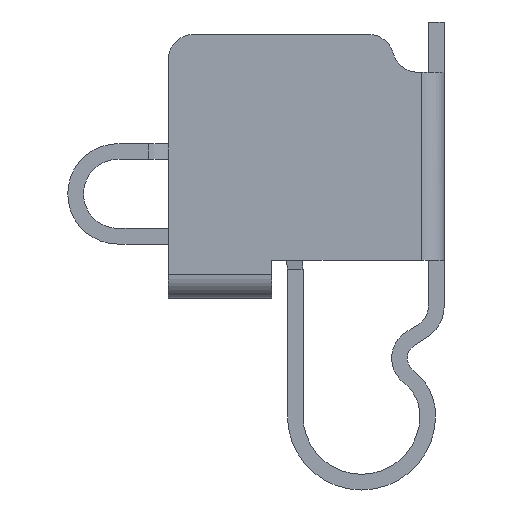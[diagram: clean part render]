
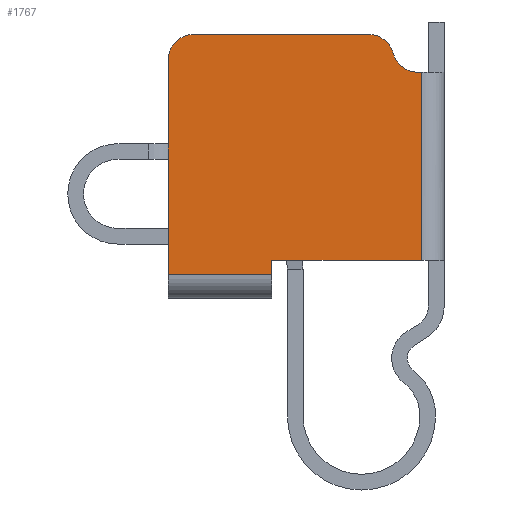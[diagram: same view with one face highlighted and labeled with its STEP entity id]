
A CAD part, left-side view. The second image highlights one B-rep face of the part: STEP entity #1767.
In plain terms, the highlighted planar face has unit normal (-1, 0, 0).
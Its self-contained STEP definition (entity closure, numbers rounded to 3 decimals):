
#1 = CARTESIAN_POINT ( 'NONE',  ( -0.48, 1.375, -2.013 ) ) ;
#19 = ORIENTED_EDGE ( 'NONE', *, *, #2143, .T. ) ;
#30 = AXIS2_PLACEMENT_3D ( 'NONE', #620, #1703, #1689 ) ;
#111 = ORIENTED_EDGE ( 'NONE', *, *, #1945, .T. ) ;
#112 = CARTESIAN_POINT ( 'NONE',  ( -0.48, 1.375, -2.013 ) ) ;
#124 = VECTOR ( 'NONE', #1106, 1000. ) ;
#173 = CARTESIAN_POINT ( 'NONE',  ( -0.48, 0.18, -1.9 ) ) ;
#198 = CARTESIAN_POINT ( 'NONE',  ( -0.48, 2.2, -2.013 ) ) ;
#200 = DIRECTION ( 'NONE',  ( 0., 0., 1. ) ) ;
#214 = VERTEX_POINT ( 'NONE', #376 ) ;
#254 = PLANE ( 'NONE',  #30 ) ;
#312 = CARTESIAN_POINT ( 'NONE',  ( -0.48, 0.4, -0.4 ) ) ;
#330 = ORIENTED_EDGE ( 'NONE', *, *, #1958, .T. ) ;
#365 = VERTEX_POINT ( 'NONE', #469 ) ;
#375 = CARTESIAN_POINT ( 'NONE',  ( -0.48, 2.2, -1.9 ) ) ;
#376 = CARTESIAN_POINT ( 'NONE',  ( -0.48, 0.18, -0.4 ) ) ;
#435 = CARTESIAN_POINT ( 'NONE',  ( -0.48, 2.2, -0.3 ) ) ;
#441 = VECTOR ( 'NONE', #1533, 1000. ) ;
#469 = CARTESIAN_POINT ( 'NONE',  ( -0.48, 1.375, -1.9 ) ) ;
#470 = LINE ( 'NONE', #922, #124 ) ;
#500 = LINE ( 'NONE', #1959, #2218 ) ;
#522 = EDGE_CURVE ( 'NONE', #1112, #891, #500, .T. ) ;
#533 = LINE ( 'NONE', #312, #726 ) ;
#537 = CARTESIAN_POINT ( 'NONE',  ( -0.48, 2., -0.1 ) ) ;
#574 = DIRECTION ( 'NONE',  ( 0., 0., 1. ) ) ;
#620 = CARTESIAN_POINT ( 'NONE',  ( -0.48, 0.18, -1.9 ) ) ;
#628 = EDGE_CURVE ( 'NONE', #2147, #365, #470, .T. ) ;
#666 = EDGE_CURVE ( 'NONE', #1317, #214, #668, .T. ) ;
#668 = LINE ( 'NONE', #2185, #2335 ) ;
#675 = ORIENTED_EDGE ( 'NONE', *, *, #994, .T. ) ;
#696 = ORIENTED_EDGE ( 'NONE', *, *, #1706, .T. ) ;
#704 = DIRECTION ( 'NONE',  ( 1., 0., 0. ) ) ;
#719 = DIRECTION ( 'NONE',  ( 0., 1., 0. ) ) ;
#726 = VECTOR ( 'NONE', #1587, 1000. ) ;
#738 = CARTESIAN_POINT ( 'NONE',  ( -0.48, 0.6, -0.3 ) ) ;
#754 = ORIENTED_EDGE ( 'NONE', *, *, #947, .F. ) ;
#788 = VERTEX_POINT ( 'NONE', #435 ) ;
#821 = CARTESIAN_POINT ( 'NONE',  ( -0.48, 2., -0.3 ) ) ;
#833 = CIRCLE ( 'NONE', #1254, 0.2 ) ;
#834 = LINE ( 'NONE', #375, #1588 ) ;
#843 = ORIENTED_EDGE ( 'NONE', *, *, #522, .T. ) ;
#844 = VERTEX_POINT ( 'NONE', #2068 ) ;
#891 = VERTEX_POINT ( 'NONE', #537 ) ;
#922 = CARTESIAN_POINT ( 'NONE',  ( -0.48, 1.375, -2.2 ) ) ;
#929 = LINE ( 'NONE', #112, #441 ) ;
#947 = EDGE_CURVE ( 'NONE', #1317, #365, #1797, .T. ) ;
#977 = VERTEX_POINT ( 'NONE', #198 ) ;
#994 = EDGE_CURVE ( 'NONE', #844, #1112, #1652, .T. ) ;
#1019 = EDGE_CURVE ( 'NONE', #977, #788, #834, .T. ) ;
#1058 = ORIENTED_EDGE ( 'NONE', *, *, #666, .T. ) ;
#1106 = DIRECTION ( 'NONE',  ( 0., 0., 1. ) ) ;
#1112 = VERTEX_POINT ( 'NONE', #2047 ) ;
#1185 = DIRECTION ( 'NONE',  ( -1., 0., 0. ) ) ;
#1202 = VECTOR ( 'NONE', #1608, 1000. ) ;
#1251 = CARTESIAN_POINT ( 'NONE',  ( -0.48, 0.213, -0.2 ) ) ;
#1254 = AXIS2_PLACEMENT_3D ( 'NONE', #1251, #704, #719 ) ;
#1317 = VERTEX_POINT ( 'NONE', #1614 ) ;
#1329 = AXIS2_PLACEMENT_3D ( 'NONE', #821, #1185, #1886 ) ;
#1359 = CIRCLE ( 'NONE', #1329, 0.2 ) ;
#1366 = ORIENTED_EDGE ( 'NONE', *, *, #1019, .F. ) ;
#1533 = DIRECTION ( 'NONE',  ( 0., -1., 0. ) ) ;
#1568 = EDGE_LOOP ( 'NONE', ( #1366, #111, #2223, #754, #1058, #696, #19, #675, #843, #330 ) ) ;
#1587 = DIRECTION ( 'NONE',  ( 0., 1., 0. ) ) ;
#1588 = VECTOR ( 'NONE', #574, 1000. ) ;
#1608 = DIRECTION ( 'NONE',  ( 0., 1., 0. ) ) ;
#1614 = CARTESIAN_POINT ( 'NONE',  ( -0.48, 0.18, -1.9 ) ) ;
#1652 = CIRCLE ( 'NONE', #1761, 0.2 ) ;
#1689 = DIRECTION ( 'NONE',  ( 0., 1., 0. ) ) ;
#1703 = DIRECTION ( 'NONE',  ( 1., 0., 0. ) ) ;
#1706 = EDGE_CURVE ( 'NONE', #214, #1729, #533, .T. ) ;
#1729 = VERTEX_POINT ( 'NONE', #2291 ) ;
#1761 = AXIS2_PLACEMENT_3D ( 'NONE', #738, #2032, #2200 ) ;
#1767 = ADVANCED_FACE ( 'NONE', ( #1798 ), #254, .F. ) ;
#1797 = LINE ( 'NONE', #173, #1202 ) ;
#1798 = FACE_OUTER_BOUND ( 'NONE', #1568, .T. ) ;
#1886 = DIRECTION ( 'NONE',  ( 0., 1., 0. ) ) ;
#1945 = EDGE_CURVE ( 'NONE', #977, #2147, #929, .T. ) ;
#1958 = EDGE_CURVE ( 'NONE', #891, #788, #1359, .T. ) ;
#1959 = CARTESIAN_POINT ( 'NONE',  ( -0.48, 2.2, -0.1 ) ) ;
#2032 = DIRECTION ( 'NONE',  ( -1., 0., 0. ) ) ;
#2047 = CARTESIAN_POINT ( 'NONE',  ( -0.48, 0.6, -0.1 ) ) ;
#2068 = CARTESIAN_POINT ( 'NONE',  ( -0.48, 0.406, -0.25 ) ) ;
#2143 = EDGE_CURVE ( 'NONE', #1729, #844, #833, .T. ) ;
#2147 = VERTEX_POINT ( 'NONE', #1 ) ;
#2149 = DIRECTION ( 'NONE',  ( 0., 1., 0. ) ) ;
#2185 = CARTESIAN_POINT ( 'NONE',  ( -0.48, 0.18, -1.9 ) ) ;
#2200 = DIRECTION ( 'NONE',  ( 0., 1., 0. ) ) ;
#2218 = VECTOR ( 'NONE', #2149, 1000. ) ;
#2223 = ORIENTED_EDGE ( 'NONE', *, *, #628, .T. ) ;
#2291 = CARTESIAN_POINT ( 'NONE',  ( -0.48, 0.213, -0.4 ) ) ;
#2335 = VECTOR ( 'NONE', #200, 1000. ) ;
